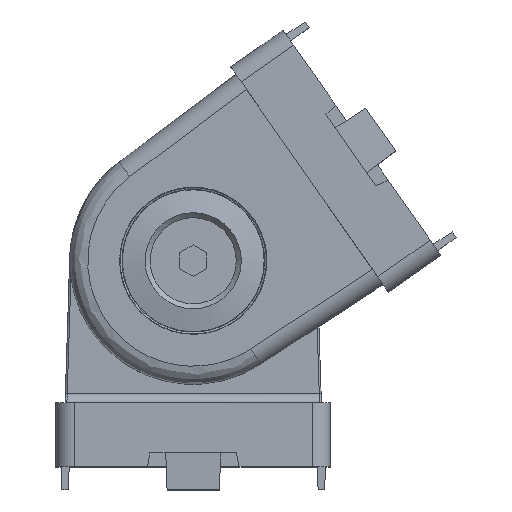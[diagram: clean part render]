
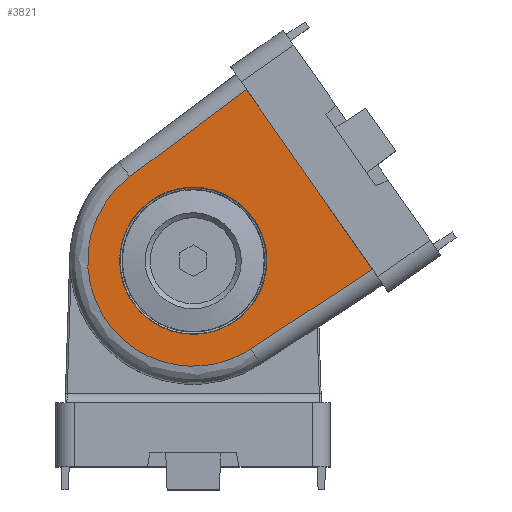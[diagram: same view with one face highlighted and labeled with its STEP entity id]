
A CAD part, top view. The second image highlights one B-rep face of the part: STEP entity #3821.
In plain terms, the highlighted face is planar.
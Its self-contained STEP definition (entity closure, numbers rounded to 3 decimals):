
#111 = ORIENTED_EDGE ( 'NONE', *, *, #1168, .T. ) ;
#112 = ORIENTED_EDGE ( 'NONE', *, *, #3792, .T. ) ;
#113 = ORIENTED_EDGE ( 'NONE', *, *, #3791, .T. ) ;
#114 = ORIENTED_EDGE ( 'NONE', *, *, #3790, .T. ) ;
#137 = LINE ( 'NONE', #523, #1461 ) ;
#398 =( BOUNDED_CURVE ( )  B_SPLINE_CURVE ( 3, ( #536, #581, #537, #538, #580, #559, #582 ),
 .UNSPECIFIED., .T., .T. ) 
 B_SPLINE_CURVE_WITH_KNOTS ( ( 4, 3, 4 ),
 ( 0., 3.142, 6.283 ),
 .UNSPECIFIED. ) 
 CURVE ( )  GEOMETRIC_REPRESENTATION_ITEM ( )  RATIONAL_B_SPLINE_CURVE ( ( 1., 0.333, 0.333, 1., 0.333, 0.333, 1. ) ) 
 REPRESENTATION_ITEM ( '' )  );
#401 =( BOUNDED_CURVE ( )  B_SPLINE_CURVE ( 3, ( #2273, #2274, #2275, #2276 ),
 .UNSPECIFIED., .F., .T. ) 
 B_SPLINE_CURVE_WITH_KNOTS ( ( 4, 4 ),
 ( 4.744, 7.822 ),
 .UNSPECIFIED. ) 
 CURVE ( )  GEOMETRIC_REPRESENTATION_ITEM ( )  RATIONAL_B_SPLINE_CURVE ( ( 1., 0.355, 0.355, 1. ) ) 
 REPRESENTATION_ITEM ( '' )  );
#523 = CARTESIAN_POINT ( 'NONE',  ( -12.003, 14.002, 6.905 ) ) ;
#524 = DIRECTION ( 'NONE',  ( 0.032, -0.017, 0.999 ) ) ;
#536 = CARTESIAN_POINT ( 'NONE',  ( 0., 13.87, 14.452 ) ) ;
#537 = CARTESIAN_POINT ( 'NONE',  ( -16.086, 13.589, 30.538 ) ) ;
#538 = CARTESIAN_POINT ( 'NONE',  ( 0., 13.589, 30.538 ) ) ;
#559 = CARTESIAN_POINT ( 'NONE',  ( 16.086, 13.87, 14.452 ) ) ;
#564 = CARTESIAN_POINT ( 'NONE',  ( 11.494, 13.722, 22.901 ) ) ;
#567 = CARTESIAN_POINT ( 'NONE',  ( -11.494, 13.722, 22.901 ) ) ;
#580 = CARTESIAN_POINT ( 'NONE',  ( 16.086, 13.589, 30.538 ) ) ;
#581 = CARTESIAN_POINT ( 'NONE',  ( -16.086, 13.87, 14.452 ) ) ;
#582 = CARTESIAN_POINT ( 'NONE',  ( 0., 13.87, 14.452 ) ) ;
#712 = CARTESIAN_POINT ( 'NONE',  ( -12., 14., 7. ) ) ;
#900 = ORIENTED_EDGE ( 'NONE', *, *, #1159, .F. ) ;
#956 = VERTEX_POINT ( 'NONE', #712 ) ;
#989 = VERTEX_POINT ( 'NONE', #567 ) ;
#1056 = VERTEX_POINT ( 'NONE', #564 ) ;
#1159 = EDGE_CURVE ( 'NONE', #3228, #3228, #398, .T. ) ;
#1168 = EDGE_CURVE ( 'NONE', #956, #989, #137, .T. ) ;
#1461 = VECTOR ( 'NONE', #524, 1000. ) ;
#1837 = VERTEX_POINT ( 'NONE', #1951 ) ;
#1951 = CARTESIAN_POINT ( 'NONE',  ( 12., 14., 7. ) ) ;
#2273 = CARTESIAN_POINT ( 'NONE',  ( -11.494, 13.722, 22.901 ) ) ;
#2274 = CARTESIAN_POINT ( 'NONE',  ( -10.807, 13.345, 44.503 ) ) ;
#2275 = CARTESIAN_POINT ( 'NONE',  ( 10.807, 13.345, 44.503 ) ) ;
#2276 = CARTESIAN_POINT ( 'NONE',  ( 11.494, 13.722, 22.901 ) ) ;
#2277 = CARTESIAN_POINT ( 'NONE',  ( -14., 14., 7. ) ) ;
#2278 = DIRECTION ( 'NONE',  ( -1., 0., 0. ) ) ;
#2279 = CARTESIAN_POINT ( 'NONE',  ( 11.973, 13.985, 7.858 ) ) ;
#2280 = DIRECTION ( 'NONE',  ( 0.032, 0.017, -0.999 ) ) ;
#2428 = PLANE ( 'NONE',  #3358 ) ;
#2429 = CARTESIAN_POINT ( 'NONE',  ( -15., 14., 7. ) ) ;
#2430 = DIRECTION ( 'NONE',  ( 0., -1., -0.017 ) ) ;
#2431 = DIRECTION ( 'NONE',  ( 0., 0.017, -1. ) ) ;
#2879 = CARTESIAN_POINT ( 'NONE',  ( 0., 13.87, 14.452 ) ) ;
#3068 = LINE ( 'NONE', #2277, #3319 ) ;
#3069 = LINE ( 'NONE', #2279, #3321 ) ;
#3108 = FACE_OUTER_BOUND ( 'NONE', #4090, .T. ) ;
#3109 = FACE_BOUND ( 'NONE', #4088, .T. ) ;
#3228 = VERTEX_POINT ( 'NONE', #2879 ) ;
#3319 = VECTOR ( 'NONE', #2278, 1000. ) ;
#3321 = VECTOR ( 'NONE', #2280, 1000. ) ;
#3358 = AXIS2_PLACEMENT_3D ( 'NONE', #2429, #2430, #2431 ) ;
#3790 = EDGE_CURVE ( 'NONE', #989, #1056, #401, .T. ) ;
#3791 = EDGE_CURVE ( 'NONE', #1837, #956, #3068, .T. ) ;
#3792 = EDGE_CURVE ( 'NONE', #1056, #1837, #3069, .T. ) ;
#3821 = ADVANCED_FACE ( 'NONE', ( #3108, #3109 ), #2428, .F. ) ;
#4088 = EDGE_LOOP ( 'NONE', ( #900 ) ) ;
#4090 = EDGE_LOOP ( 'NONE', ( #114, #112, #113, #111 ) ) ;
